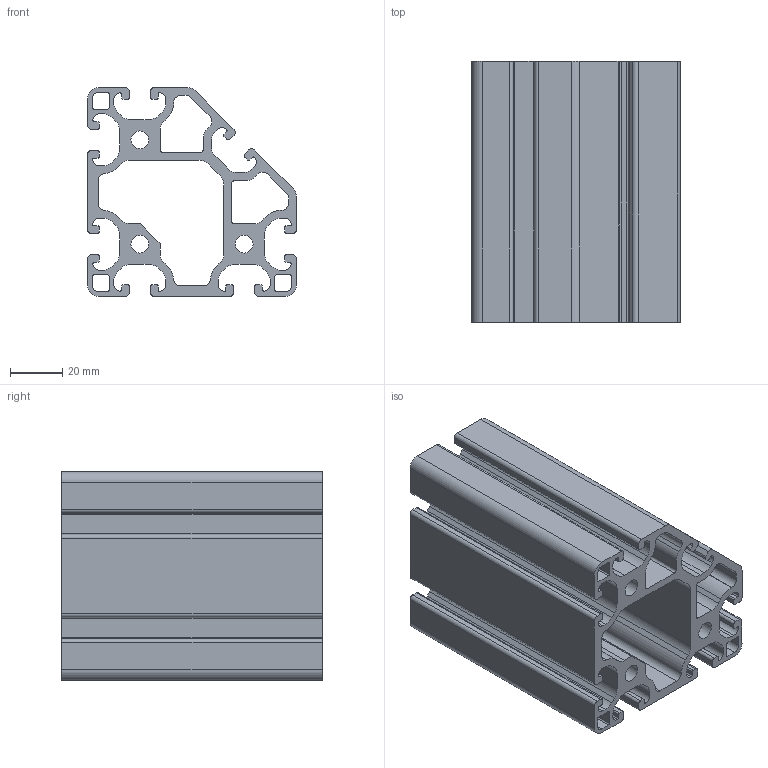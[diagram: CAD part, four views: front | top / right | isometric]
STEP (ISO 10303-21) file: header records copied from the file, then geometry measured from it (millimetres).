
FILE_DESCRIPTION(('FreeCAD Model'),'2;1');
FILE_NAME('Open CASCADE Shape Model','2026-02-10T10:24:46',(''),(''), 'Open CASCADE STEP processor 7.6','FreeCAD','Unknown');
FILE_SCHEMA(('AUTOMOTIVE_DESIGN { 1 0 10303 214 1 1 1 1 }'));
Length unit declared in the file: millimetre
Products named in the file (1): STI8-808045
Bounding box: 80 x 100 x 80 mm (x, y, z)
Volume: 184557.6 mm3; surface area: 110097.8 mm2
Topology: 1 solids, 1 shells, 279 faces, 834 edges, 557 vertices
Faces by surface type: cylinder 148, plane 131
Full cylindrical faces by diameter (mm): 6.8 x3
Entity records: 11489 total; most frequent: DIRECTION 1690, CARTESIAN_POINT 1674, ORIENTED_EDGE 1668, EDGE_CURVE 834, AXIS2_PLACEMENT_3D 579, VERTEX_POINT 557, LINE 532, VECTOR 532
